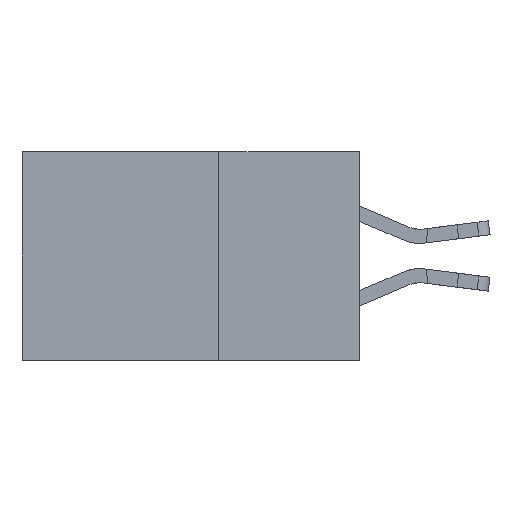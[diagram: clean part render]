
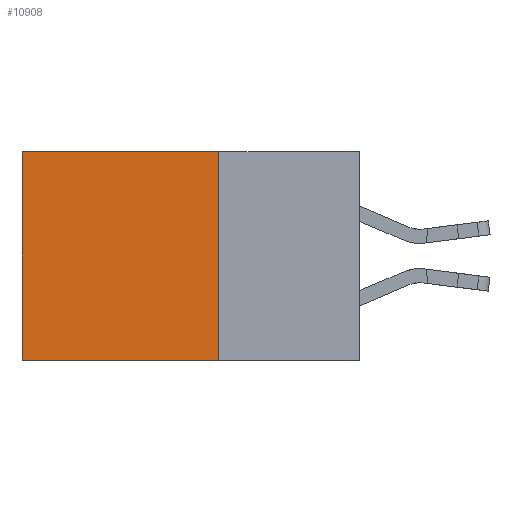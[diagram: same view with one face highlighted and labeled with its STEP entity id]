
A CAD part, left-side view. The second image highlights one B-rep face of the part: STEP entity #10908.
In plain terms, the highlighted planar face has unit normal (-1, 0, 0).
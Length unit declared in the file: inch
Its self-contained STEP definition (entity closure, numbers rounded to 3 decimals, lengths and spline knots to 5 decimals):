
#22 = LINE ( 'NONE', #7634, #1515 ) ;
#119 = VERTEX_POINT ( 'NONE', #14832 ) ;
#472 = AXIS2_PLACEMENT_3D ( 'NONE', #9022, #6457, #8704 ) ;
#508 = ORIENTED_EDGE ( 'NONE', *, *, #12247, .T. ) ;
#1074 = CARTESIAN_POINT ( 'NONE',  ( 0.2875, 0.6, 0. ) ) ;
#1454 = EDGE_CURVE ( 'NONE', #7819, #5341, #2841, .T. ) ;
#1515 = VECTOR ( 'NONE', #9172, 39.37008 ) ;
#1591 = VECTOR ( 'NONE', #6602, 39.37008 ) ;
#2160 = EDGE_LOOP ( 'NONE', ( #16057, #8743, #14568, #508 ) ) ;
#2841 = LINE ( 'NONE', #7798, #1591 ) ;
#2972 = CARTESIAN_POINT ( 'NONE',  ( 0.2875, 0.25, 0. ) ) ;
#5185 = PLANE ( 'NONE',  #472 ) ;
#5292 = DIRECTION ( 'NONE',  ( 0., 1., 0. ) ) ;
#5341 = VERTEX_POINT ( 'NONE', #6805 ) ;
#6286 = DIRECTION ( 'NONE',  ( 0., 0., -1. ) ) ;
#6457 = DIRECTION ( 'NONE',  ( 1., 0., 0. ) ) ;
#6602 = DIRECTION ( 'NONE',  ( 0., 0., -1. ) ) ;
#6805 = CARTESIAN_POINT ( 'NONE',  ( 0.2875, 0.25, -0.37 ) ) ;
#7634 = CARTESIAN_POINT ( 'NONE',  ( 0.2875, 0.25, -0.37 ) ) ;
#7798 = CARTESIAN_POINT ( 'NONE',  ( 0.2875, 0.25, 0. ) ) ;
#7819 = VERTEX_POINT ( 'NONE', #10164 ) ;
#8704 = DIRECTION ( 'NONE',  ( 0., 0., -1. ) ) ;
#8723 = EDGE_CURVE ( 'NONE', #5341, #14277, #22, .T. ) ;
#8743 = ORIENTED_EDGE ( 'NONE', *, *, #8723, .F. ) ;
#9022 = CARTESIAN_POINT ( 'NONE',  ( 0.2875, 0.25, 0. ) ) ;
#9172 = DIRECTION ( 'NONE',  ( 0., 1., 0. ) ) ;
#9515 = VECTOR ( 'NONE', #5292, 39.37008 ) ;
#10048 = LINE ( 'NONE', #1074, #14093 ) ;
#10164 = CARTESIAN_POINT ( 'NONE',  ( 0.2875, 0.25, 0. ) ) ;
#10908 = ADVANCED_FACE ( 'NONE', ( #14291 ), #5185, .F. ) ;
#11074 = CARTESIAN_POINT ( 'NONE',  ( 0.2875, 0.6, -0.37 ) ) ;
#12247 = EDGE_CURVE ( 'NONE', #7819, #119, #14309, .T. ) ;
#12539 = EDGE_CURVE ( 'NONE', #119, #14277, #10048, .T. ) ;
#14093 = VECTOR ( 'NONE', #6286, 39.37008 ) ;
#14277 = VERTEX_POINT ( 'NONE', #11074 ) ;
#14291 = FACE_OUTER_BOUND ( 'NONE', #2160, .T. ) ;
#14309 = LINE ( 'NONE', #2972, #9515 ) ;
#14568 = ORIENTED_EDGE ( 'NONE', *, *, #1454, .F. ) ;
#14832 = CARTESIAN_POINT ( 'NONE',  ( 0.2875, 0.6, 0. ) ) ;
#16057 = ORIENTED_EDGE ( 'NONE', *, *, #12539, .T. ) ;
